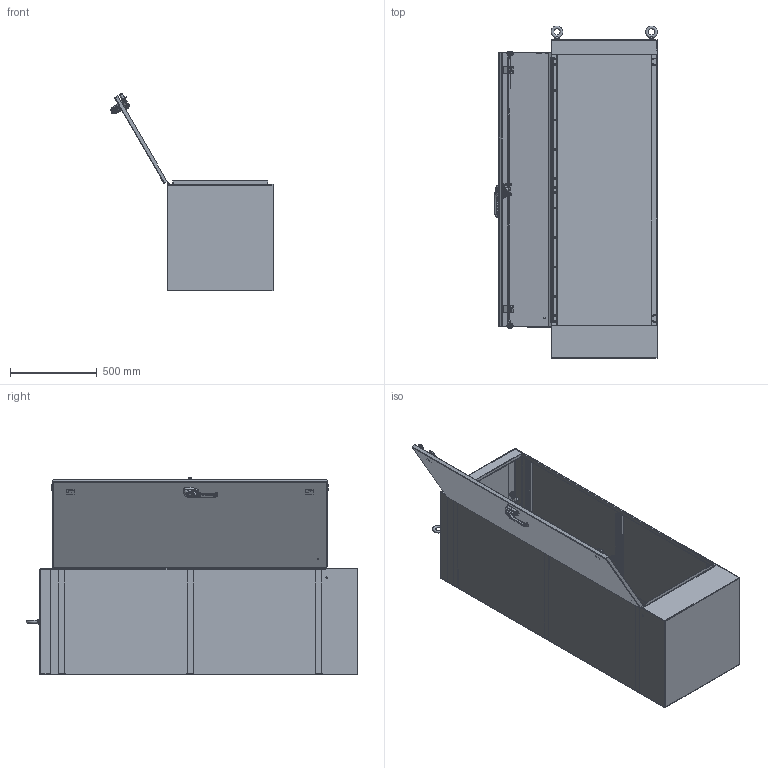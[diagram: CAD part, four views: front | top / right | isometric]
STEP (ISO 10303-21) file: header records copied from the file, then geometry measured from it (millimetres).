
FILE_DESCRIPTION(/* description */ ('NEMA 12, WA_FS, S.S., 3PT, 72X24, BACK'),/* implementation_level */ '2;1');
FILE_NAME(/* name */ 'WA722424FSSS (opened).stp',/* time_stamp */ '2014-07-17T10:07:43-06:00',/* author */ ('gerardoperez'),/* organization */ (''),/* preprocessor_version */ 'ST-DEVELOPER v15.2',/* originating_system */ 'Autodesk Inventor 2014',/* authorisation */ '');
FILE_SCHEMA (('AUTOMOTIVE_DESIGN { 1 0 10303 214 3 1 1 }'));
Products named in the file (52): WA7224FSSS-FB; WA7224FSSS-LS; WA7224FSSS-RS; WA2424FSSS-BTM; WA2424FSSS-TOP; WA24FSSS-EBA; FUN00132_22.75(_DQ); 38846; FUN00132_23.75(_DQ); WA7224FSSS-DR; HFW31234; 328131T-60; 328131L-60; 328131P-60; 328131-60; 1091-903_AF0_1; 1091-903_AF0_2; 1091-903_AF0; PLASTIC-ROLLER-CAM_AF1; 7379-M6-8X25_AF0; LOCK-NUT_AF0; PLASTIC-ROLLER-CAM_AF0_ASM; SUPPORT-ROLL_AF0; 1091-BR11_AF0; HFW31712; 37029; 30254; HFW3762; 31230; 3862; SS_LARGE_DOOR_ROD_ASSM-37029; 1091-73; 1091-74-03; 1091-74-01; 1091-B11_ASM; 1091-75; DIN3771_16X2_5; 2100-11; 1091-76; D125B_10_5 ...
Bounding box: 937.65 x 1911.26 x 1139.02 mm (x, y, z)
Volume: 14839695 mm3; surface area: 12395655.2 mm2
Topology: 66 solids, 66 shells, 3006 faces, 7375 edges, 4468 vertices
Faces by surface type: plane 1273, cylinder 1047, torus 243, bspline 233, cone 115, sphere 95
Full cylindrical faces by diameter (mm): 2.5 x1, 3 x1, 3.048 x1, 3.1 x2, 3.15 x1, 3.5 x1, 3.607 x1, 3.9 x1, 4.2 x2, 4.5 x2, 4.762 x4, 5 x3, 5.4 x3, 5.69 x4, 6 x3, 6.128 x2, 6.172 x2, 6.337 x6, 6.35 x10, 6.41 x2, 6.655 x16, 7.112 x3, 7.144 x2, 7.938 x2, 8 x2, 8.2 x1, 8.56 x2, 9.525 x10, 10 x1, 10.16 x4
Entity records: 96453 total; most frequent: CARTESIAN_POINT 39664, DIRECTION 11876, ORIENTED_EDGE 11260, EDGE_CURVE 5600, AXIS2_PLACEMENT_3D 4427, VERTEX_POINT 3484, LINE 3022, VECTOR 3022
